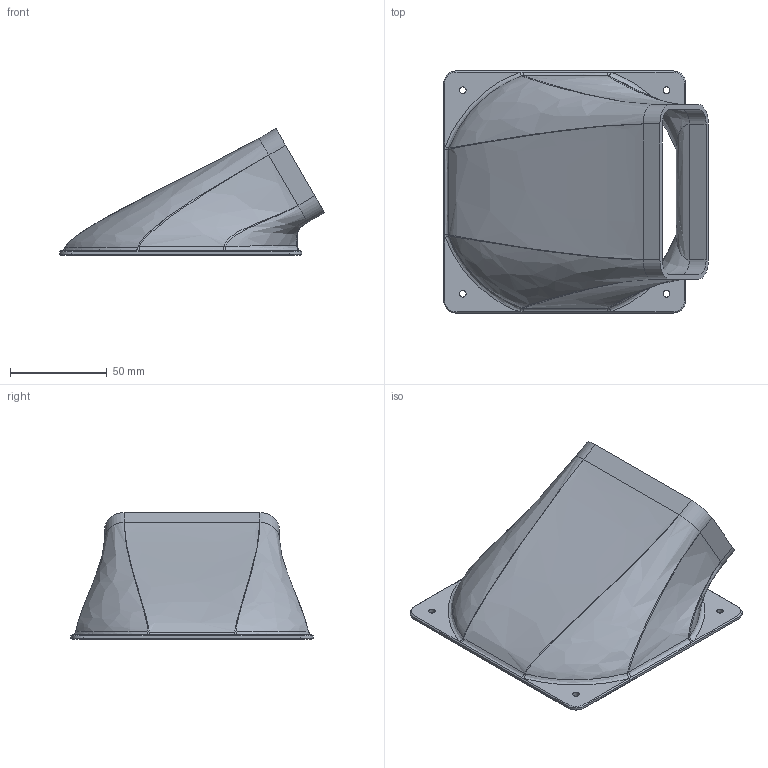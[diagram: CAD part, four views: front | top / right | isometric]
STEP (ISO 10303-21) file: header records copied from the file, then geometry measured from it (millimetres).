
FILE_DESCRIPTION(/* description */ (''),/* implementation_level */ '2;1');
FILE_NAME(/* name */ 'fan_duct.stp',/* time_stamp */ '2020-03-14T21:22:16+03:00',/* author */ ('Andrew'),/* organization */ (''),/* preprocessor_version */ 'ST-DEVELOPER v17',/* originating_system */ 'Autodesk Inventor 2018',/* authorisation */ '');
FILE_SCHEMA (('AUTOMOTIVE_DESIGN { 1 0 10303 214 3 1 1 }'));
Length unit declared in the file: millimetre
Products named in the file (1): Housing3
Bounding box: 136.52 x 124.8 x 65.4 mm (x, y, z)
Volume: 61653.5 mm3; surface area: 52307.2 mm2
Topology: 1 solids, 1 shells, 130 faces, 304 edges, 168 vertices
Faces by surface type: bspline 68, plane 38, cylinder 16, cone 8
Full cylindrical faces by diameter (mm): 3.4 x4
Entity records: 5796 total; most frequent: CARTESIAN_POINT 3229, ORIENTED_EDGE 592, DIRECTION 374, EDGE_CURVE 296, VERTEX_POINT 168, EDGE_LOOP 140, FACE_OUTER_BOUND 130, ADVANCED_FACE 130
